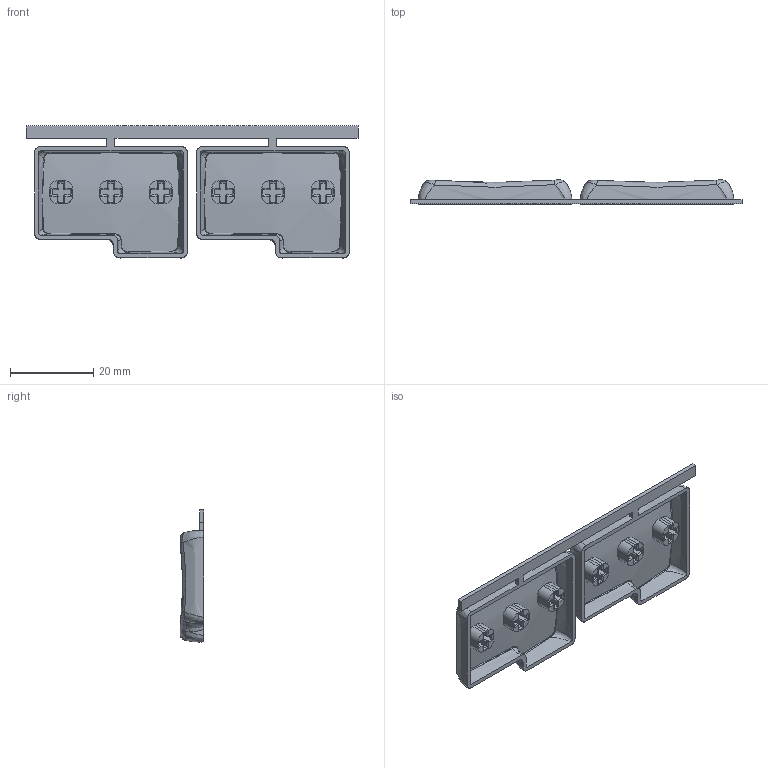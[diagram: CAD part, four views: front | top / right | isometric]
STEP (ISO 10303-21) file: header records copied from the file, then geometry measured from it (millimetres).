
FILE_DESCRIPTION(/* description */ (''),/* implementation_level */ '2;1');
FILE_NAME(/* name */ 'MX-iso-sprue.step',/* time_stamp */ '2022-10-28T22:55:06+03:00',/* author */ (''),/* organization */ (''),/* preprocessor_version */ 'ST-DEVELOPER v19.2',/* originating_system */ 'Autodesk Translation Framework v11.17.0.187',/* authorisation */ '');
FILE_SCHEMA (('AUTOMOTIVE_DESIGN { 1 0 10303 214 3 1 1 }'));
Length unit declared in the file: millimetre
Products named in the file (1): MX-iso-sprue
Bounding box: 79.93 x 5.77 x 31.8 mm (x, y, z)
Volume: 3512.2 mm3; surface area: 6939.7 mm2
Topology: 1 solids, 1 shells, 380 faces, 968 edges, 596 vertices
Faces by surface type: plane 132, cylinder 120, bspline 104, sphere 24
Entity records: 17355 total; most frequent: CARTESIAN_POINT 8951, ORIENTED_EDGE 1936, DIRECTION 1428, EDGE_CURVE 968, VERTEX_POINT 596, AXIS2_PLACEMENT_3D 493, LINE 442, VECTOR 442
